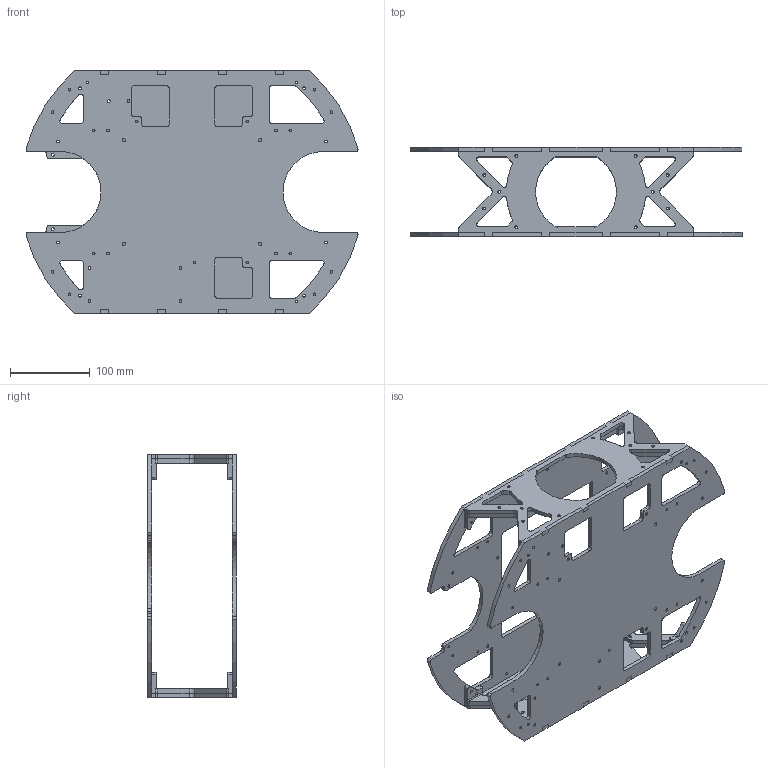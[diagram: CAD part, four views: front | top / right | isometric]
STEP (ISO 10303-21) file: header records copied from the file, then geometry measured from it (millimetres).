
FILE_DESCRIPTION(/* description */ (''),/* implementation_level */ '2;1');
FILE_NAME(/* name */ 'frameAssembly.stp',/* time_stamp */ '2020-06-04T00:29:20-04:00',/* author */ ('anirudh'),/* organization */ (''),/* preprocessor_version */ 'ST-DEVELOPER v16.13',/* originating_system */ 'Autodesk Inventor 2018',/* authorisation */ '');
FILE_SCHEMA (('AUTOMOTIVE_DESIGN { 1 0 10303 214 3 1 1 }'));
Length unit declared in the file: inch
Products named in the file (5): frameAssembly; bottomPlate; topPlate; sidePlate; frameBracket
Assembly tree (8 placements, depth 2):
  frameAssembly
    bottomPlate
    topPlate
    sidePlate  x2
    frameBracket  x4
Bounding box: 416.97 x 111.76 x 304.8 mm (x, y, z)
Volume: 972217.7 mm3; surface area: 444650 mm2
Topology: 8 solids, 8 shells, 672 faces, 1964 edges, 1304 vertices
Faces by surface type: cylinder 336, plane 336
Full cylindrical faces by diameter (mm): 3.5 x86, 3.6 x32, 4.2 x4
Entity records: 14909 total; most frequent: DIRECTION 2546, CARTESIAN_POINT 2517, ORIENTED_EDGE 2392, EDGE_CURVE 1194, AXIS2_PLACEMENT_3D 903, VERTEX_POINT 854, EDGE_LOOP 744, LINE 740
